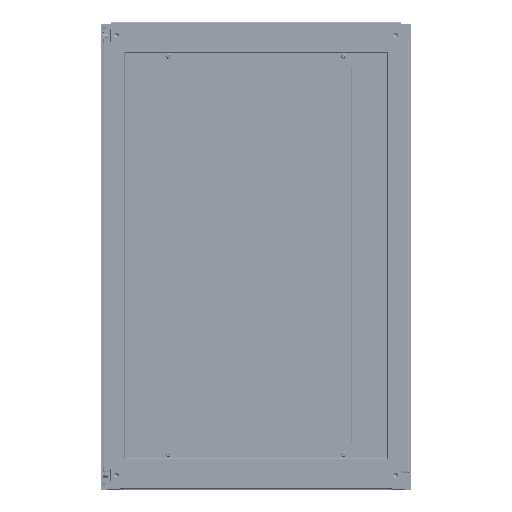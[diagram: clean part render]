
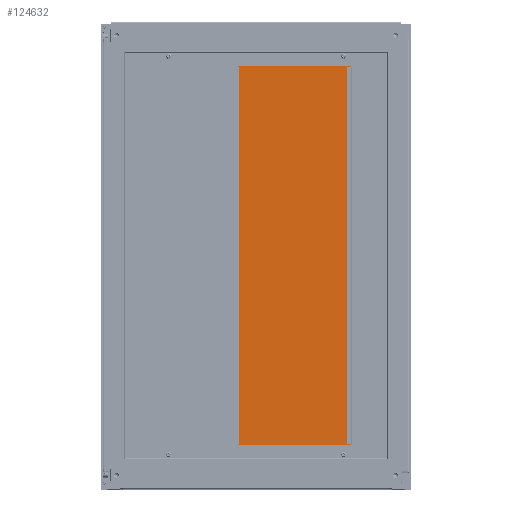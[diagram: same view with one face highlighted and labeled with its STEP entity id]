
A CAD part, top view. The second image highlights one B-rep face of the part: STEP entity #124632.
In plain terms, the highlighted face is planar.
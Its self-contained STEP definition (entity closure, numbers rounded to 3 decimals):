
#9516 = CARTESIAN_POINT ( 'NONE',  ( -500., -149., 1.5 ) ) ;
#9527 = CARTESIAN_POINT ( 'NONE',  ( -485., -147.99, 1.5 ) ) ;
#9660 = CARTESIAN_POINT ( 'NONE',  ( -485., -149., 1.5 ) ) ;
#9759 = CARTESIAN_POINT ( 'NONE',  ( 500., 149., 1.5 ) ) ;
#9919 = CARTESIAN_POINT ( 'NONE',  ( 500., -149., 1.5 ) ) ;
#17182 = ORIENTED_EDGE ( 'NONE', *, *, #42993, .F. ) ;
#17183 = ORIENTED_EDGE ( 'NONE', *, *, #42988, .T. ) ;
#17184 = ORIENTED_EDGE ( 'NONE', *, *, #42971, .T. ) ;
#17185 = ORIENTED_EDGE ( 'NONE', *, *, #42965, .T. ) ;
#17186 = ORIENTED_EDGE ( 'NONE', *, *, #42985, .T. ) ;
#17187 = ORIENTED_EDGE ( 'NONE', *, *, #42975, .T. ) ;
#17188 = ORIENTED_EDGE ( 'NONE', *, *, #42978, .T. ) ;
#17189 = ORIENTED_EDGE ( 'NONE', *, *, #42982, .F. ) ;
#28110 = AXIS2_PLACEMENT_3D ( 'NONE', #31756, #31773, #31775 ) ;
#31756 = CARTESIAN_POINT ( 'NONE',  ( -500., -149., 1.5 ) ) ;
#31771 = PLANE ( 'NONE',  #28110 ) ;
#31773 = DIRECTION ( 'NONE',  ( 0., 0., 1. ) ) ;
#31775 = DIRECTION ( 'NONE',  ( 1., 0., 0. ) ) ;
#42965 = EDGE_CURVE ( 'NONE', #155853, #156718, #100236, .T. ) ;
#42971 = EDGE_CURVE ( 'NONE', #156718, #155598, #100246, .T. ) ;
#42975 = EDGE_CURVE ( 'NONE', #156360, #156016, #100254, .T. ) ;
#42978 = EDGE_CURVE ( 'NONE', #156134, #156360, #100261, .T. ) ;
#42982 = EDGE_CURVE ( 'NONE', #156134, #155610, #100269, .T. ) ;
#42985 = EDGE_CURVE ( 'NONE', #156016, #155853, #100276, .T. ) ;
#42988 = EDGE_CURVE ( 'NONE', #155598, #155753, #100282, .T. ) ;
#42993 = EDGE_CURVE ( 'NONE', #155610, #155753, #100290, .T. ) ;
#53400 = CARTESIAN_POINT ( 'NONE',  ( 485., -147.99, 1.5 ) ) ;
#53790 = CARTESIAN_POINT ( 'NONE',  ( 485., -149., 1.5 ) ) ;
#54354 = CARTESIAN_POINT ( 'NONE',  ( -500., 149., 1.5 ) ) ;
#73938 = FACE_OUTER_BOUND ( 'NONE', #143310, .T. ) ;
#88347 = CARTESIAN_POINT ( 'NONE',  ( -500., 149., 1.5 ) ) ;
#88352 = DIRECTION ( 'NONE',  ( -1., 0., 0. ) ) ;
#88380 = CARTESIAN_POINT ( 'NONE',  ( -500., 149., 1.5 ) ) ;
#88386 = DIRECTION ( 'NONE',  ( 0., -1., 0. ) ) ;
#88397 = CARTESIAN_POINT ( 'NONE',  ( -500., -149., 1.5 ) ) ;
#88401 = DIRECTION ( 'NONE',  ( 1., 0., 0. ) ) ;
#88406 = CARTESIAN_POINT ( 'NONE',  ( 485., -148., 1.5 ) ) ;
#88422 = DIRECTION ( 'NONE',  ( 0., -1., 0. ) ) ;
#88434 = CARTESIAN_POINT ( 'NONE',  ( 485., -147.99, 1.5 ) ) ;
#88438 = DIRECTION ( 'NONE',  ( -1., 0., 0. ) ) ;
#88443 = CARTESIAN_POINT ( 'NONE',  ( 500., 149., 1.5 ) ) ;
#88459 = DIRECTION ( 'NONE',  ( 0., 1., 0. ) ) ;
#88461 = CARTESIAN_POINT ( 'NONE',  ( -500., -149., 1.5 ) ) ;
#88476 = DIRECTION ( 'NONE',  ( 1., 0., 0. ) ) ;
#88490 = CARTESIAN_POINT ( 'NONE',  ( -485., -148., 1.5 ) ) ;
#88493 = DIRECTION ( 'NONE',  ( 0., -1., 0. ) ) ;
#100231 = VECTOR ( 'NONE', #88386, 1000. ) ;
#100234 = VECTOR ( 'NONE', #88476, 1000. ) ;
#100236 = LINE ( 'NONE', #88347, #100237 ) ;
#100237 = VECTOR ( 'NONE', #88352, 1000. ) ;
#100246 = LINE ( 'NONE', #88380, #100231 ) ;
#100249 = VECTOR ( 'NONE', #88422, 1000. ) ;
#100254 = LINE ( 'NONE', #88397, #100256 ) ;
#100256 = VECTOR ( 'NONE', #88401, 1000. ) ;
#100259 = VECTOR ( 'NONE', #88459, 1000. ) ;
#100261 = LINE ( 'NONE', #88406, #100249 ) ;
#100269 = LINE ( 'NONE', #88434, #100271 ) ;
#100271 = VECTOR ( 'NONE', #88438, 1000. ) ;
#100276 = LINE ( 'NONE', #88443, #100259 ) ;
#100282 = LINE ( 'NONE', #88461, #100234 ) ;
#100290 = LINE ( 'NONE', #88490, #100292 ) ;
#100292 = VECTOR ( 'NONE', #88493, 1000. ) ;
#124632 = ADVANCED_FACE ( 'NONE', ( #73938 ), #31771, .T. ) ;
#143310 = EDGE_LOOP ( 'NONE', ( #17189, #17188, #17187, #17186, #17185, #17184, #17183, #17182 ) ) ;
#155598 = VERTEX_POINT ( 'NONE', #9516 ) ;
#155610 = VERTEX_POINT ( 'NONE', #9527 ) ;
#155753 = VERTEX_POINT ( 'NONE', #9660 ) ;
#155853 = VERTEX_POINT ( 'NONE', #9759 ) ;
#156016 = VERTEX_POINT ( 'NONE', #9919 ) ;
#156134 = VERTEX_POINT ( 'NONE', #53400 ) ;
#156360 = VERTEX_POINT ( 'NONE', #53790 ) ;
#156718 = VERTEX_POINT ( 'NONE', #54354 ) ;
